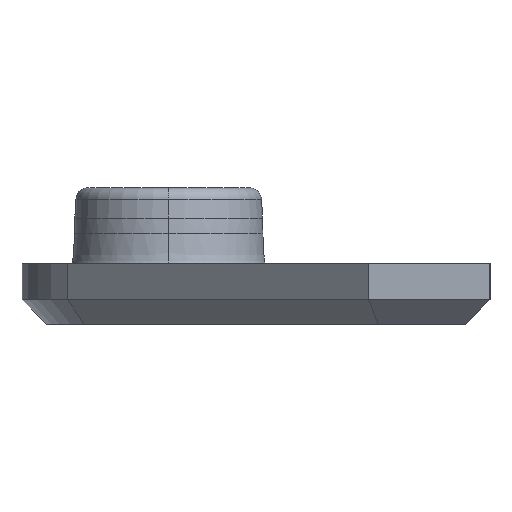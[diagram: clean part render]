
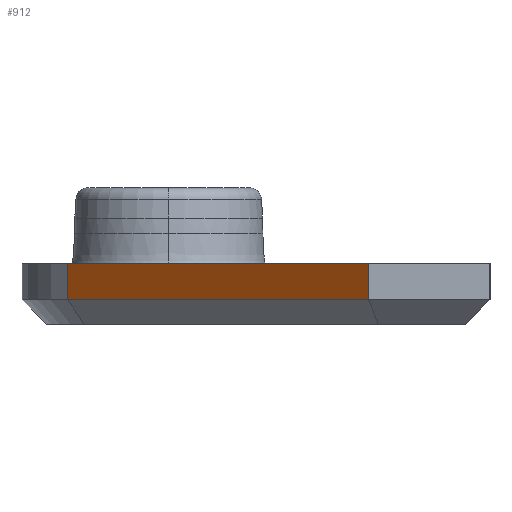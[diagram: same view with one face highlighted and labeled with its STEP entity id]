
A CAD part, left-side view. The second image highlights one B-rep face of the part: STEP entity #912.
In plain terms, the highlighted planar face has unit normal (-0.725, 0.689, 0).
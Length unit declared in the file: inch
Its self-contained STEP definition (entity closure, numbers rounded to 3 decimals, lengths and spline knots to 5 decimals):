
#108 = VERTEX_POINT ( 'NONE', #1644 ) ;
#151 = LINE ( 'NONE', #2364, #2032 ) ;
#572 = DIRECTION ( 'NONE',  ( 0., 0., 1. ) ) ;
#583 = EDGE_LOOP ( 'NONE', ( #645, #2732, #1342, #1299 ) ) ;
#637 = VECTOR ( 'NONE', #572, 39.37008 ) ;
#645 = ORIENTED_EDGE ( 'NONE', *, *, #2628, .F. ) ;
#662 = DIRECTION ( 'NONE',  ( -0.689, -0.725, 0. ) ) ;
#747 = EDGE_CURVE ( 'NONE', #108, #2097, #151, .T. ) ;
#912 = ADVANCED_FACE ( 'NONE', ( #2474 ), #1390, .F. ) ;
#915 = CARTESIAN_POINT ( 'NONE',  ( -2.09826, -0.7, -3.885 ) ) ;
#943 = LINE ( 'NONE', #1637, #2600 ) ;
#1046 = LINE ( 'NONE', #1934, #637 ) ;
#1111 = AXIS2_PLACEMENT_3D ( 'NONE', #2676, #1555, #1334 ) ;
#1182 = CARTESIAN_POINT ( 'NONE',  ( -2.09826, -0.7, -3.885 ) ) ;
#1199 = CARTESIAN_POINT ( 'NONE',  ( -1.62616, -0.20306, -3.885 ) ) ;
#1212 = EDGE_CURVE ( 'NONE', #1239, #108, #943, .T. ) ;
#1239 = VERTEX_POINT ( 'NONE', #1182 ) ;
#1299 = ORIENTED_EDGE ( 'NONE', *, *, #747, .T. ) ;
#1334 = DIRECTION ( 'NONE',  ( 0., 0., -1. ) ) ;
#1342 = ORIENTED_EDGE ( 'NONE', *, *, #1212, .T. ) ;
#1390 = PLANE ( 'NONE',  #1111 ) ;
#1498 = DIRECTION ( 'NONE',  ( 0.689, 0.725, 0. ) ) ;
#1555 = DIRECTION ( 'NONE',  ( 0.725, -0.689, 0. ) ) ;
#1637 = CARTESIAN_POINT ( 'NONE',  ( -2.09826, -0.7, -3.925 ) ) ;
#1644 = CARTESIAN_POINT ( 'NONE',  ( -2.09826, -0.7, -3.825 ) ) ;
#1715 = VERTEX_POINT ( 'NONE', #1199 ) ;
#1934 = CARTESIAN_POINT ( 'NONE',  ( -1.62616, -0.20306, -3.925 ) ) ;
#2032 = VECTOR ( 'NONE', #1498, 39.37008 ) ;
#2097 = VERTEX_POINT ( 'NONE', #2158 ) ;
#2158 = CARTESIAN_POINT ( 'NONE',  ( -1.62616, -0.20306, -3.825 ) ) ;
#2293 = EDGE_CURVE ( 'NONE', #1715, #1239, #2909, .T. ) ;
#2364 = CARTESIAN_POINT ( 'NONE',  ( -0.75334, 0.71568, -3.825 ) ) ;
#2474 = FACE_OUTER_BOUND ( 'NONE', #583, .T. ) ;
#2600 = VECTOR ( 'NONE', #2723, 39.37008 ) ;
#2628 = EDGE_CURVE ( 'NONE', #1715, #2097, #1046, .T. ) ;
#2676 = CARTESIAN_POINT ( 'NONE',  ( -0.75334, 0.71568, -3.925 ) ) ;
#2723 = DIRECTION ( 'NONE',  ( 0., 0., 1. ) ) ;
#2732 = ORIENTED_EDGE ( 'NONE', *, *, #2293, .T. ) ;
#2895 = VECTOR ( 'NONE', #662, 39.37008 ) ;
#2909 = LINE ( 'NONE', #915, #2895 ) ;
